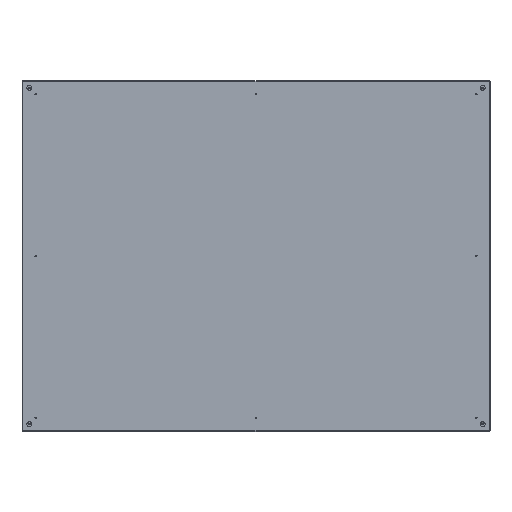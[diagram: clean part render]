
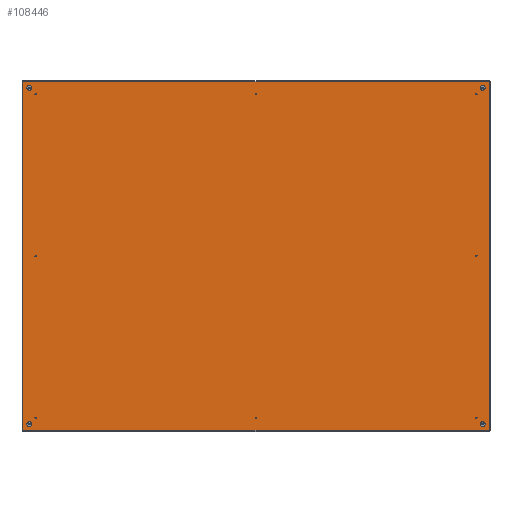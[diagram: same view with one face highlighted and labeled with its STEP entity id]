
A CAD part, left-side view. The second image highlights one B-rep face of the part: STEP entity #108446.
In plain terms, the highlighted face is planar.
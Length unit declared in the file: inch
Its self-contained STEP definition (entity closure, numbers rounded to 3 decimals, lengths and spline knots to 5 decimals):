
#2968 = ORIENTED_EDGE ( 'NONE', *, *, #8439, .T. ) ;
#3480 = DIRECTION ( 'NONE',  ( -1., 0., 0. ) ) ;
#5045 = AXIS2_PLACEMENT_3D ( 'NONE', #59710, #106434, #13743 ) ;
#5707 = VECTOR ( 'NONE', #91309, 39.37008 ) ;
#5709 = ORIENTED_EDGE ( 'NONE', *, *, #64373, .T. ) ;
#7621 = CIRCLE ( 'NONE', #33944, 0.25 ) ;
#7966 = AXIS2_PLACEMENT_3D ( 'NONE', #46335, #64827, #56365 ) ;
#8439 = EDGE_CURVE ( 'NONE', #85505, #25963, #38417, .T. ) ;
#9904 = CARTESIAN_POINT ( 'NONE',  ( -17.892, 0., -23.928 ) ) ;
#11048 = EDGE_LOOP ( 'NONE', ( #5709, #2968 ) ) ;
#13235 = DIRECTION ( 'NONE',  ( -1., 0., 0. ) ) ;
#13743 = DIRECTION ( 'NONE',  ( -1., 0., 0. ) ) ;
#16787 = FACE_BOUND ( 'NONE', #32141, .T. ) ;
#21431 = DIRECTION ( 'NONE',  ( 0., 0., 1. ) ) ;
#22071 = CARTESIAN_POINT ( 'NONE',  ( 17.25, 0., -23.25 ) ) ;
#22349 = ORIENTED_EDGE ( 'NONE', *, *, #59430, .T. ) ;
#23805 = PLANE ( 'NONE',  #5045 ) ;
#24515 = CARTESIAN_POINT ( 'NONE',  ( 17., 0., 23.25 ) ) ;
#24572 = DIRECTION ( 'NONE',  ( -1., 0., 0. ) ) ;
#24576 = EDGE_CURVE ( 'NONE', #90716, #28856, #57701, .T. ) ;
#25343 = CARTESIAN_POINT ( 'NONE',  ( -17.25, 0., -23.25 ) ) ;
#25430 = VECTOR ( 'NONE', #21431, 39.37008 ) ;
#25963 = VERTEX_POINT ( 'NONE', #96163 ) ;
#27018 = VERTEX_POINT ( 'NONE', #42304 ) ;
#27514 = ORIENTED_EDGE ( 'NONE', *, *, #55764, .T. ) ;
#27990 = DIRECTION ( 'NONE',  ( 0., -1., 0. ) ) ;
#28856 = VERTEX_POINT ( 'NONE', #65137 ) ;
#29053 = DIRECTION ( 'NONE',  ( 0., -1., 0. ) ) ;
#29722 = LINE ( 'NONE', #94731, #25430 ) ;
#32098 = DIRECTION ( 'NONE',  ( -1., 0., 0. ) ) ;
#32141 = EDGE_LOOP ( 'NONE', ( #100890, #66323 ) ) ;
#32287 = CIRCLE ( 'NONE', #46260, 0.25 ) ;
#33846 = ORIENTED_EDGE ( 'NONE', *, *, #89838, .T. ) ;
#33944 = AXIS2_PLACEMENT_3D ( 'NONE', #65414, #27990, #111030 ) ;
#35281 = LINE ( 'NONE', #44048, #88607 ) ;
#35821 = EDGE_CURVE ( 'NONE', #77488, #111533, #7621, .T. ) ;
#38417 = CIRCLE ( 'NONE', #76023, 0.25 ) ;
#41209 = CIRCLE ( 'NONE', #68627, 0.25 ) ;
#41288 = FACE_BOUND ( 'NONE', #44885, .T. ) ;
#41491 = ORIENTED_EDGE ( 'NONE', *, *, #86199, .T. ) ;
#41824 = DIRECTION ( 'NONE',  ( 0., -1., 0. ) ) ;
#42304 = CARTESIAN_POINT ( 'NONE',  ( 17.5, 0., -23.25 ) ) ;
#44048 = CARTESIAN_POINT ( 'NONE',  ( 17.892, 0., 0. ) ) ;
#44885 = EDGE_LOOP ( 'NONE', ( #33846, #22349 ) ) ;
#46260 = AXIS2_PLACEMENT_3D ( 'NONE', #104307, #113632, #13235 ) ;
#46335 = CARTESIAN_POINT ( 'NONE',  ( -17.25, 0., 23.25 ) ) ;
#48472 = FACE_BOUND ( 'NONE', #102606, .T. ) ;
#48565 = VERTEX_POINT ( 'NONE', #9904 ) ;
#48890 = VECTOR ( 'NONE', #57001, 39.37008 ) ;
#51641 = DIRECTION ( 'NONE',  ( 0., -1., 0. ) ) ;
#54277 = FACE_OUTER_BOUND ( 'NONE', #104598, .T. ) ;
#54683 = CARTESIAN_POINT ( 'NONE',  ( 0., 0., 23.928 ) ) ;
#55764 = EDGE_CURVE ( 'NONE', #48565, #90716, #29722, .T. ) ;
#56365 = DIRECTION ( 'NONE',  ( -1., 0., 0. ) ) ;
#57001 = DIRECTION ( 'NONE',  ( -1., 0., 0. ) ) ;
#57701 = LINE ( 'NONE', #54683, #5707 ) ;
#58852 = VERTEX_POINT ( 'NONE', #63932 ) ;
#59311 = ORIENTED_EDGE ( 'NONE', *, *, #88089, .T. ) ;
#59430 = EDGE_CURVE ( 'NONE', #27018, #58852, #76655, .T. ) ;
#59710 = CARTESIAN_POINT ( 'NONE',  ( 0., 0., 0. ) ) ;
#62477 = AXIS2_PLACEMENT_3D ( 'NONE', #22071, #41824, #3480 ) ;
#63932 = CARTESIAN_POINT ( 'NONE',  ( 17., 0., -23.25 ) ) ;
#64373 = EDGE_CURVE ( 'NONE', #25963, #85505, #75217, .T. ) ;
#64391 = VERTEX_POINT ( 'NONE', #93793 ) ;
#64827 = DIRECTION ( 'NONE',  ( 0., -1., 0. ) ) ;
#65137 = CARTESIAN_POINT ( 'NONE',  ( 17.892, 0., 23.928 ) ) ;
#65414 = CARTESIAN_POINT ( 'NONE',  ( -17.25, 0., -23.25 ) ) ;
#66323 = ORIENTED_EDGE ( 'NONE', *, *, #35821, .T. ) ;
#68457 = CARTESIAN_POINT ( 'NONE',  ( -17., 0., -23.25 ) ) ;
#68627 = AXIS2_PLACEMENT_3D ( 'NONE', #79945, #96931, #32098 ) ;
#68931 = DIRECTION ( 'NONE',  ( -1., 0., 0. ) ) ;
#69345 = CARTESIAN_POINT ( 'NONE',  ( 17.25, 0., -23.25 ) ) ;
#69416 = CARTESIAN_POINT ( 'NONE',  ( -17.892, 0., 23.928 ) ) ;
#75217 = CIRCLE ( 'NONE', #7966, 0.25 ) ;
#75460 = EDGE_CURVE ( 'NONE', #84208, #64391, #41209, .T. ) ;
#75996 = CARTESIAN_POINT ( 'NONE',  ( 17.892, 0., -23.928 ) ) ;
#76023 = AXIS2_PLACEMENT_3D ( 'NONE', #76106, #29053, #102739 ) ;
#76106 = CARTESIAN_POINT ( 'NONE',  ( -17.25, 0., 23.25 ) ) ;
#76655 = CIRCLE ( 'NONE', #62477, 0.25 ) ;
#77488 = VERTEX_POINT ( 'NONE', #68457 ) ;
#78728 = ORIENTED_EDGE ( 'NONE', *, *, #24576, .T. ) ;
#79254 = EDGE_CURVE ( 'NONE', #111533, #77488, #110521, .T. ) ;
#79945 = CARTESIAN_POINT ( 'NONE',  ( 17.25, 0., 23.25 ) ) ;
#80082 = DIRECTION ( 'NONE',  ( 0., -1., 0. ) ) ;
#82391 = CIRCLE ( 'NONE', #107093, 0.25 ) ;
#84208 = VERTEX_POINT ( 'NONE', #24515 ) ;
#84756 = CARTESIAN_POINT ( 'NONE',  ( -17.5, 0., -23.25 ) ) ;
#85505 = VERTEX_POINT ( 'NONE', #94901 ) ;
#86199 = EDGE_CURVE ( 'NONE', #28856, #117521, #35281, .T. ) ;
#87810 = LINE ( 'NONE', #93619, #48890 ) ;
#88089 = EDGE_CURVE ( 'NONE', #117521, #48565, #87810, .T. ) ;
#88607 = VECTOR ( 'NONE', #108535, 39.37008 ) ;
#89838 = EDGE_CURVE ( 'NONE', #58852, #27018, #82391, .T. ) ;
#90716 = VERTEX_POINT ( 'NONE', #69416 ) ;
#91309 = DIRECTION ( 'NONE',  ( 1., 0., 0. ) ) ;
#93619 = CARTESIAN_POINT ( 'NONE',  ( 0., 0., -23.928 ) ) ;
#93793 = CARTESIAN_POINT ( 'NONE',  ( 17.5, 0., 23.25 ) ) ;
#94731 = CARTESIAN_POINT ( 'NONE',  ( -17.892, 0., 0. ) ) ;
#94901 = CARTESIAN_POINT ( 'NONE',  ( -17., 0., 23.25 ) ) ;
#96042 = FACE_BOUND ( 'NONE', #11048, .T. ) ;
#96163 = CARTESIAN_POINT ( 'NONE',  ( -17.5, 0., 23.25 ) ) ;
#96931 = DIRECTION ( 'NONE',  ( 0., -1., 0. ) ) ;
#97532 = ORIENTED_EDGE ( 'NONE', *, *, #75460, .T. ) ;
#100890 = ORIENTED_EDGE ( 'NONE', *, *, #79254, .T. ) ;
#102371 = ORIENTED_EDGE ( 'NONE', *, *, #103886, .T. ) ;
#102606 = EDGE_LOOP ( 'NONE', ( #97532, #102371 ) ) ;
#102739 = DIRECTION ( 'NONE',  ( -1., 0., 0. ) ) ;
#103886 = EDGE_CURVE ( 'NONE', #64391, #84208, #32287, .T. ) ;
#104307 = CARTESIAN_POINT ( 'NONE',  ( 17.25, 0., 23.25 ) ) ;
#104598 = EDGE_LOOP ( 'NONE', ( #41491, #59311, #27514, #78728 ) ) ;
#106434 = DIRECTION ( 'NONE',  ( 0., 1., 0. ) ) ;
#107093 = AXIS2_PLACEMENT_3D ( 'NONE', #69345, #51641, #68931 ) ;
#108446 = ADVANCED_FACE ( 'NONE', ( #54277, #48472, #41288, #96042, #16787 ), #23805, .T. ) ;
#108535 = DIRECTION ( 'NONE',  ( 0., 0., -1. ) ) ;
#110521 = CIRCLE ( 'NONE', #117769, 0.25 ) ;
#111030 = DIRECTION ( 'NONE',  ( -1., 0., 0. ) ) ;
#111533 = VERTEX_POINT ( 'NONE', #84756 ) ;
#113632 = DIRECTION ( 'NONE',  ( 0., -1., 0. ) ) ;
#117521 = VERTEX_POINT ( 'NONE', #75996 ) ;
#117769 = AXIS2_PLACEMENT_3D ( 'NONE', #25343, #80082, #24572 ) ;
